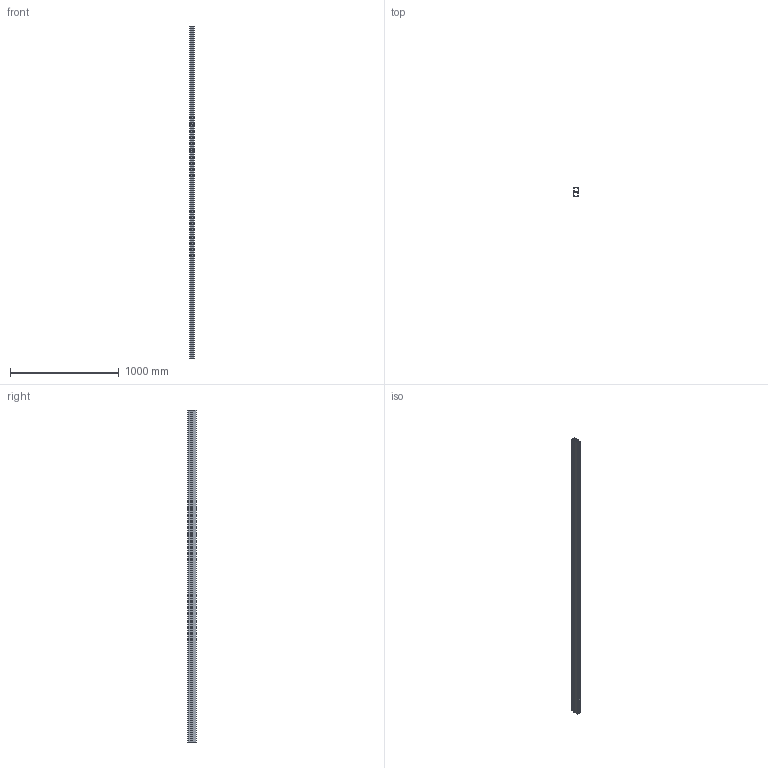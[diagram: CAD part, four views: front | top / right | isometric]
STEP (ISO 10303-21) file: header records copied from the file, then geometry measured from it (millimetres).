
FILE_DESCRIPTION(('TurboCAD Mac Pro'),'Build 980');
FILE_NAME('P2001B.stp',' ',(''),(''),'ACIS Interop','IMSI','TurboCAD Mac Pro BY IMSI, INCORPORATED');
FILE_SCHEMA(('automotive_design'));
Length unit declared in the file: inch
Products named in the file (1): 1
Bounding box: 41.27 x 82.55 x 3048 mm (x, y, z)
Volume: 1337798.2 mm3; surface area: 1637043.1 mm2
Topology: 1 solids, 1 shells, 84 faces, 246 edges, 164 vertices
Faces by surface type: plane 44, cylinder 40
Entity records: 3514 total; most frequent: DIRECTION 496, CARTESIAN_POINT 495, ORIENTED_EDGE 492, EDGE_CURVE 246, LINE 166, VECTOR 166, AXIS2_PLACEMENT_3D 165, VERTEX_POINT 164
